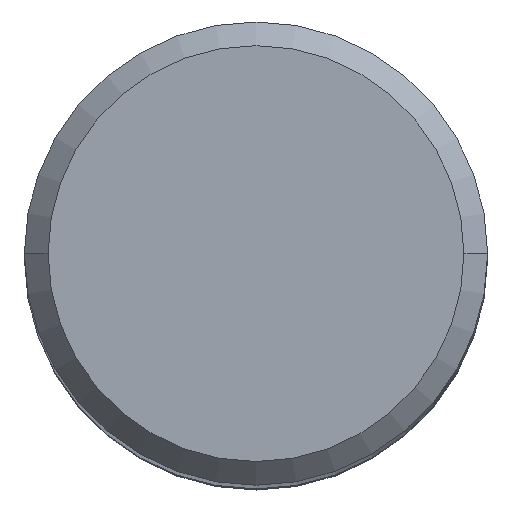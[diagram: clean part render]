
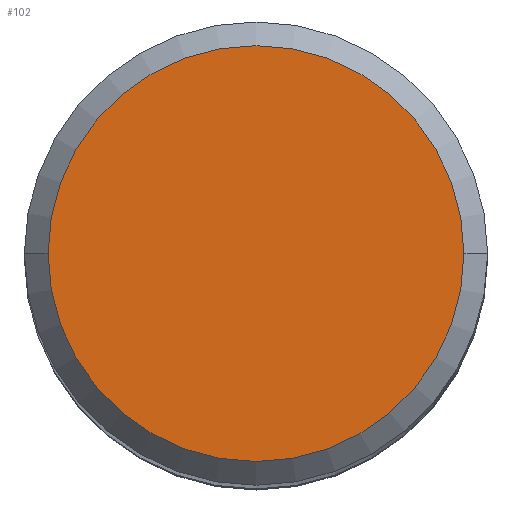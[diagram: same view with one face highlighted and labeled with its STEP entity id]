
A CAD part, top view. The second image highlights one B-rep face of the part: STEP entity #102.
In plain terms, the highlighted planar face has unit normal (0, 0, 1).
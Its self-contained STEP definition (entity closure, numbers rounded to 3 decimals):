
#59=PLANE('',#1023);
#102=ADVANCED_FACE('',(#188),#59,.F.);
#188=FACE_OUTER_BOUND('',#242,.T.);
#242=EDGE_LOOP('',(#416,#417));
#416=ORIENTED_EDGE('',*,*,#605,.F.);
#417=ORIENTED_EDGE('',*,*,#603,.F.);
#510=VERTEX_POINT('',#1546);
#511=VERTEX_POINT('',#1548);
#603=EDGE_CURVE('',#510,#511,#681,.T.);
#605=EDGE_CURVE('',#511,#510,#682,.T.);
#681=CIRCLE('',#1019,11.4);
#682=CIRCLE('',#1021,11.4);
#1019=AXIS2_PLACEMENT_3D('',#1547,#1287,#1288);
#1021=AXIS2_PLACEMENT_3D('',#1551,#1292,#1293);
#1023=AXIS2_PLACEMENT_3D('',#1553,#1296,#1297);
#1287=DIRECTION('',(0.,0.,-1.));
#1288=DIRECTION('',(-1.,0.,0.));
#1292=DIRECTION('',(0.,0.,-1.));
#1293=DIRECTION('',(1.,0.,0.));
#1296=DIRECTION('',(0.,0.,-1.));
#1297=DIRECTION('',(1.,0.,0.));
#1546=CARTESIAN_POINT('',(-11.4,0.,0.));
#1547=CARTESIAN_POINT('',(0.,0.,0.));
#1548=CARTESIAN_POINT('',(11.4,0.,0.));
#1551=CARTESIAN_POINT('',(0.,0.,0.));
#1553=CARTESIAN_POINT('',(0.,0.,0.));
